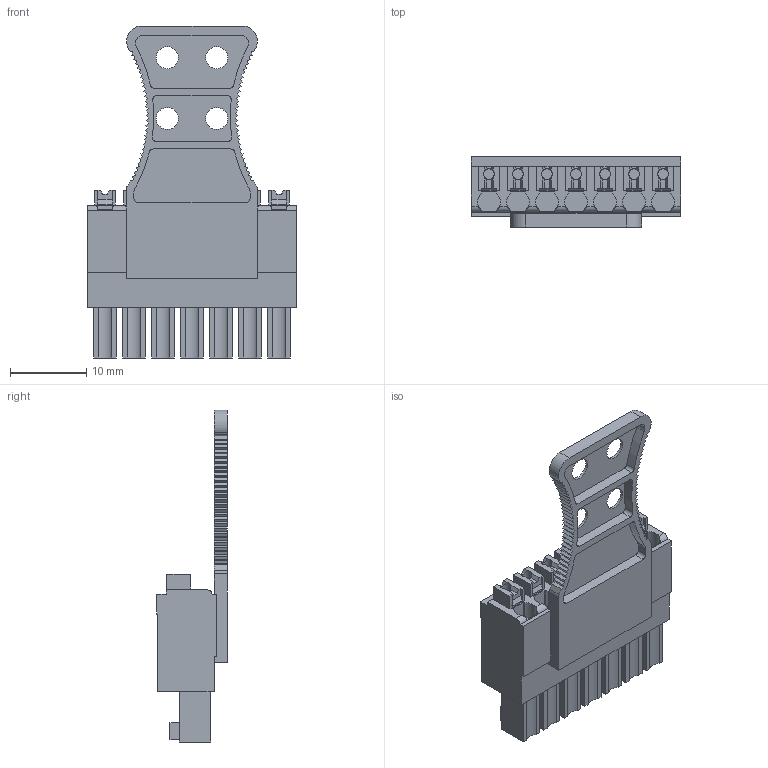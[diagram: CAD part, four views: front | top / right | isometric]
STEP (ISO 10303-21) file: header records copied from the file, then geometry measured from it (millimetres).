
FILE_DESCRIPTION(('CATIA V5 STEP Exchange','CAx-IF Rec.Pracs.--- Model Styling and Organization---1.2---2011-12-15'),'2;1');
FILE_NAME ('D1449916_0', '2018-09-11T12:34:33+00:00', ('none'), ('Weidmueller'), 'CATIA Version 5-6 Release 2014', 'CATIA V5 STEP AP214', 'none');
FILE_SCHEMA(('AUTOMOTIVE_DESIGN { 1 0 10303 214 1 1 1 1 }'));
Length unit declared in the file: millimetre
Products named in the file (1): 1231710000
Bounding box: 27.46 x 9.3 x 43.6 mm (x, y, z)
Volume: 3780.7 mm3; surface area: 4013.7 mm2
Topology: 9 solids, 9 shells, 519 faces, 1431 edges, 954 vertices
Faces by surface type: plane 434, cylinder 71, cone 14
Entity records: 15370 total; most frequent: CARTESIAN_POINT 2943, ORIENTED_EDGE 2862, DIRECTION 2034, EDGE_CURVE 1431, VECTOR 1170, LINE 1170, VERTEX_POINT 954, EDGE_LOOP 551
